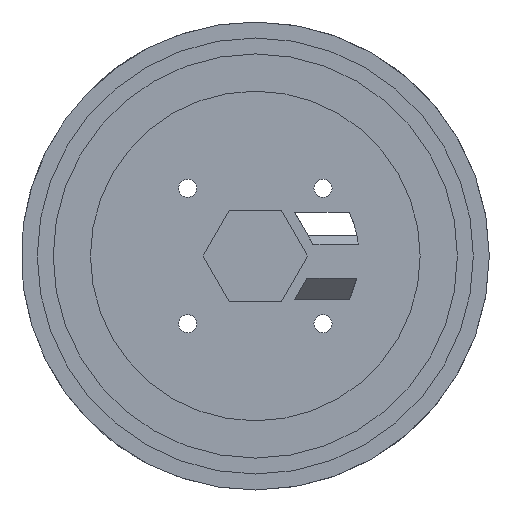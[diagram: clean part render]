
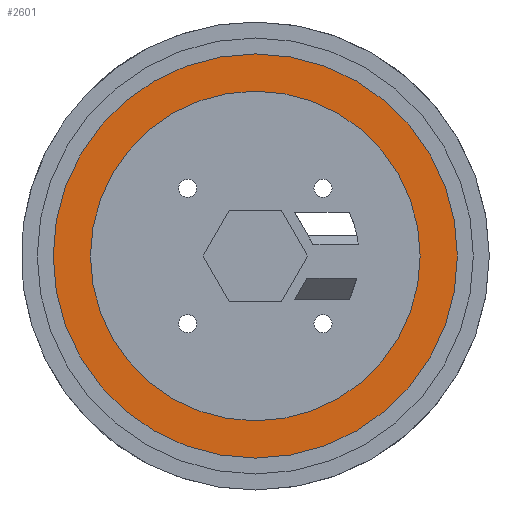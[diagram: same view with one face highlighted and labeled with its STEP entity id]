
A CAD part, front view. The second image highlights one B-rep face of the part: STEP entity #2601.
In plain terms, the highlighted planar face has unit normal (0, -1, 0).
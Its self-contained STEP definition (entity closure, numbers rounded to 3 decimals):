
#305 = CIRCLE ( 'NONE', #6145, 31. ) ;
#391 = VERTEX_POINT ( 'NONE', #6008 ) ;
#452 = CARTESIAN_POINT ( 'NONE',  ( 0., 2., 38. ) ) ;
#461 = EDGE_CURVE ( 'NONE', #1689, #7167, #3724, .T. ) ;
#543 = EDGE_CURVE ( 'NONE', #4707, #391, #3977, .T. ) ;
#652 = DIRECTION ( 'NONE',  ( 0., 1., 0. ) ) ;
#725 = CARTESIAN_POINT ( 'NONE',  ( 0., 2., 31. ) ) ;
#1211 = FACE_BOUND ( 'NONE', #4541, .T. ) ;
#1689 = VERTEX_POINT ( 'NONE', #2919 ) ;
#1958 = CARTESIAN_POINT ( 'NONE',  ( 0., 2., 0. ) ) ;
#2006 = DIRECTION ( 'NONE',  ( 0., 0., 1. ) ) ;
#2601 = ADVANCED_FACE ( 'NONE', ( #3594, #1211 ), #6018, .F. ) ;
#2794 = EDGE_CURVE ( 'NONE', #391, #4707, #305, .T. ) ;
#2919 = CARTESIAN_POINT ( 'NONE',  ( 0., 2., -38. ) ) ;
#2965 = AXIS2_PLACEMENT_3D ( 'NONE', #4275, #4913, #3754 ) ;
#3238 = ORIENTED_EDGE ( 'NONE', *, *, #2794, .F. ) ;
#3444 = DIRECTION ( 'NONE',  ( 0., -1., 0. ) ) ;
#3594 = FACE_OUTER_BOUND ( 'NONE', #5428, .T. ) ;
#3724 = CIRCLE ( 'NONE', #2965, 38. ) ;
#3754 = DIRECTION ( 'NONE',  ( 0., 0., 1. ) ) ;
#3777 = ORIENTED_EDGE ( 'NONE', *, *, #5747, .T. ) ;
#3977 = CIRCLE ( 'NONE', #6003, 31. ) ;
#4189 = CARTESIAN_POINT ( 'NONE',  ( 0., 2., 0. ) ) ;
#4275 = CARTESIAN_POINT ( 'NONE',  ( 0., 2., 0. ) ) ;
#4541 = EDGE_LOOP ( 'NONE', ( #7398, #3238 ) ) ;
#4637 = DIRECTION ( 'NONE',  ( 0., 0., 1. ) ) ;
#4707 = VERTEX_POINT ( 'NONE', #725 ) ;
#4913 = DIRECTION ( 'NONE',  ( 0., -1., 0. ) ) ;
#5127 = AXIS2_PLACEMENT_3D ( 'NONE', #4189, #652, #6065 ) ;
#5387 = CARTESIAN_POINT ( 'NONE',  ( 0., 2., 0. ) ) ;
#5428 = EDGE_LOOP ( 'NONE', ( #7021, #3777 ) ) ;
#5646 = DIRECTION ( 'NONE',  ( 0., -1., 0. ) ) ;
#5747 = EDGE_CURVE ( 'NONE', #7167, #1689, #7069, .T. ) ;
#5986 = DIRECTION ( 'NONE',  ( 0., 0., 1. ) ) ;
#6003 = AXIS2_PLACEMENT_3D ( 'NONE', #1958, #5646, #2006 ) ;
#6008 = CARTESIAN_POINT ( 'NONE',  ( 0., 2., -31. ) ) ;
#6018 = PLANE ( 'NONE',  #5127 ) ;
#6065 = DIRECTION ( 'NONE',  ( 0., 0., 1. ) ) ;
#6145 = AXIS2_PLACEMENT_3D ( 'NONE', #7015, #7610, #4637 ) ;
#6187 = AXIS2_PLACEMENT_3D ( 'NONE', #5387, #3444, #5986 ) ;
#7015 = CARTESIAN_POINT ( 'NONE',  ( 0., 2., 0. ) ) ;
#7021 = ORIENTED_EDGE ( 'NONE', *, *, #461, .T. ) ;
#7069 = CIRCLE ( 'NONE', #6187, 38. ) ;
#7167 = VERTEX_POINT ( 'NONE', #452 ) ;
#7398 = ORIENTED_EDGE ( 'NONE', *, *, #543, .F. ) ;
#7610 = DIRECTION ( 'NONE',  ( 0., -1., 0. ) ) ;
